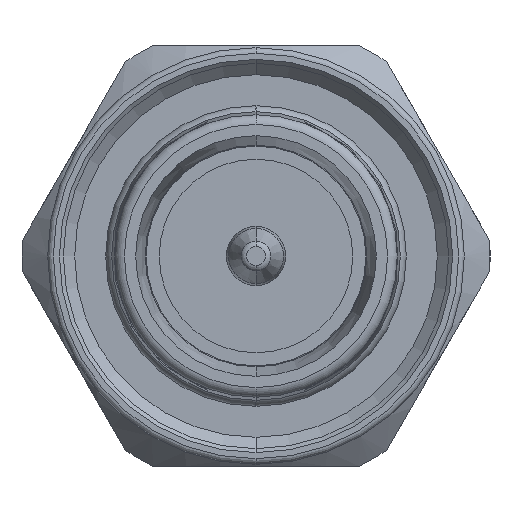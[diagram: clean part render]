
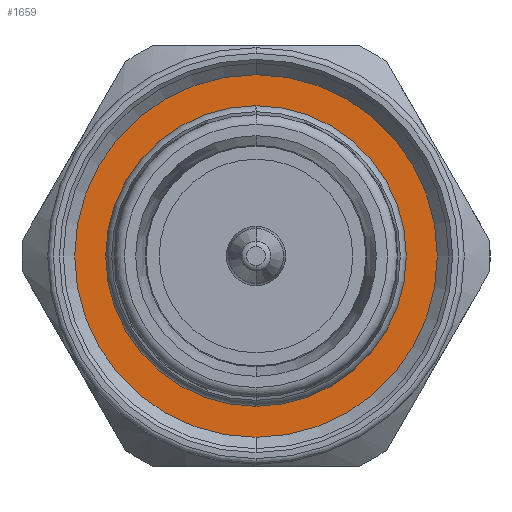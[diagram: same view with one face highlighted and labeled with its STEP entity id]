
A CAD part, left-side view. The second image highlights one B-rep face of the part: STEP entity #1659.
In plain terms, the highlighted planar face has unit normal (-1, 0, 0).
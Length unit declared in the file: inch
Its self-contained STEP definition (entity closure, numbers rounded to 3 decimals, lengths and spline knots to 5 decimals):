
#435 = VERTEX_POINT ( 'NONE', #6419 ) ;
#817 = AXIS2_PLACEMENT_3D ( 'NONE', #2729, #4898, #1486 ) ;
#930 = CIRCLE ( 'NONE', #6909, 0.37364 ) ;
#950 = CIRCLE ( 'NONE', #1879, 0.29729 ) ;
#1486 = DIRECTION ( 'NONE',  ( 0., 0., -1. ) ) ;
#1567 = EDGE_CURVE ( 'NONE', #6677, #2087, #930, .T. ) ;
#1597 = EDGE_CURVE ( 'NONE', #5690, #435, #950, .T. ) ;
#1659 = ADVANCED_FACE ( 'NONE', ( #6512, #4318 ), #5921, .F. ) ;
#1779 = ORIENTED_EDGE ( 'NONE', *, *, #2226, .T. ) ;
#1879 = AXIS2_PLACEMENT_3D ( 'NONE', #7178, #7068, #2039 ) ;
#2039 = DIRECTION ( 'NONE',  ( 0., 0., 1. ) ) ;
#2087 = VERTEX_POINT ( 'NONE', #4992 ) ;
#2129 = AXIS2_PLACEMENT_3D ( 'NONE', #3759, #2588, #5476 ) ;
#2226 = EDGE_CURVE ( 'NONE', #2087, #6677, #4137, .T. ) ;
#2460 = ORIENTED_EDGE ( 'NONE', *, *, #1567, .T. ) ;
#2588 = DIRECTION ( 'NONE',  ( -1., 0., 0. ) ) ;
#2729 = CARTESIAN_POINT ( 'NONE',  ( 0.33143, 0., 0. ) ) ;
#2928 = DIRECTION ( 'NONE',  ( -1., 0., 0. ) ) ;
#3607 = EDGE_LOOP ( 'NONE', ( #1779, #2460 ) ) ;
#3734 = CARTESIAN_POINT ( 'NONE',  ( 0.33143, 0., -0.29729 ) ) ;
#3759 = CARTESIAN_POINT ( 'NONE',  ( 0.33143, 0., 0. ) ) ;
#4020 = CARTESIAN_POINT ( 'NONE',  ( 0.33143, 0., 0. ) ) ;
#4137 = CIRCLE ( 'NONE', #5770, 0.37364 ) ;
#4318 = FACE_OUTER_BOUND ( 'NONE', #3607, .T. ) ;
#4592 = CARTESIAN_POINT ( 'NONE',  ( 0.33143, 0., -0.37364 ) ) ;
#4826 = DIRECTION ( 'NONE',  ( 0., 0., 1. ) ) ;
#4842 = EDGE_CURVE ( 'NONE', #435, #5690, #5159, .T. ) ;
#4898 = DIRECTION ( 'NONE',  ( 1., 0., 0. ) ) ;
#4992 = CARTESIAN_POINT ( 'NONE',  ( 0.33143, 0., 0.37364 ) ) ;
#5159 = CIRCLE ( 'NONE', #2129, 0.29729 ) ;
#5164 = DIRECTION ( 'NONE',  ( 0., 0., 1. ) ) ;
#5476 = DIRECTION ( 'NONE',  ( 0., 0., 1. ) ) ;
#5690 = VERTEX_POINT ( 'NONE', #3734 ) ;
#5746 = CARTESIAN_POINT ( 'NONE',  ( 0.33143, 0., 0. ) ) ;
#5751 = ORIENTED_EDGE ( 'NONE', *, *, #1597, .F. ) ;
#5770 = AXIS2_PLACEMENT_3D ( 'NONE', #5746, #2928, #5164 ) ;
#5915 = ORIENTED_EDGE ( 'NONE', *, *, #4842, .F. ) ;
#5921 = PLANE ( 'NONE',  #817 ) ;
#5993 = DIRECTION ( 'NONE',  ( -1., 0., 0. ) ) ;
#6419 = CARTESIAN_POINT ( 'NONE',  ( 0.33143, 0., 0.29729 ) ) ;
#6512 = FACE_BOUND ( 'NONE', #7080, .T. ) ;
#6677 = VERTEX_POINT ( 'NONE', #4592 ) ;
#6909 = AXIS2_PLACEMENT_3D ( 'NONE', #4020, #5993, #4826 ) ;
#7068 = DIRECTION ( 'NONE',  ( -1., 0., 0. ) ) ;
#7080 = EDGE_LOOP ( 'NONE', ( #5915, #5751 ) ) ;
#7178 = CARTESIAN_POINT ( 'NONE',  ( 0.33143, 0., 0. ) ) ;
